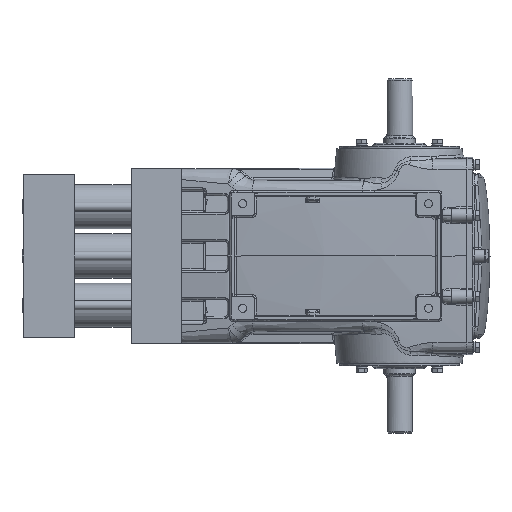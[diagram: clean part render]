
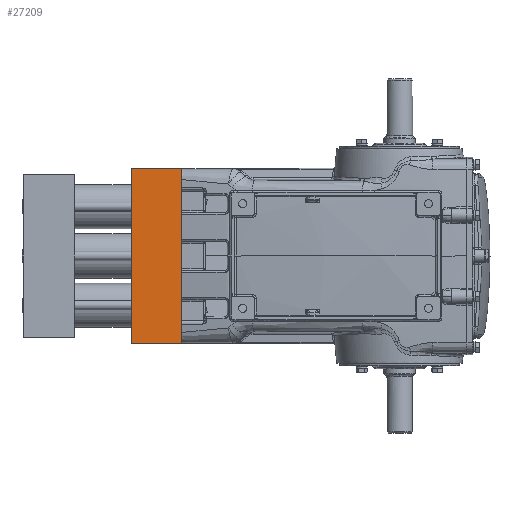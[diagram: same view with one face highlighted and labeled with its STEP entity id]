
A CAD part, front view. The second image highlights one B-rep face of the part: STEP entity #27209.
In plain terms, the highlighted planar face has unit normal (0, -1, 0).
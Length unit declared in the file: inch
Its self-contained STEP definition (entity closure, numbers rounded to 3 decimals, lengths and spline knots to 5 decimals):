
#1964 = FACE_OUTER_BOUND ( 'NONE', #20816, .T. ) ;
#2789 = DIRECTION ( 'NONE',  ( 0., 0., 1. ) ) ;
#4480 = CARTESIAN_POINT ( 'NONE',  ( -25.07931, -10.90202, 5.9375 ) ) ;
#4673 = ORIENTED_EDGE ( 'NONE', *, *, #6880, .T. ) ;
#6880 = EDGE_CURVE ( 'NONE', #50042, #61100, #41959, .T. ) ;
#6998 = PLANE ( 'NONE',  #12219 ) ;
#7860 = VECTOR ( 'NONE', #2789, 39.37008 ) ;
#9019 = EDGE_CURVE ( 'NONE', #61100, #41574, #42092, .T. ) ;
#12219 = AXIS2_PLACEMENT_3D ( 'NONE', #59806, #31329, #35755 ) ;
#20816 = EDGE_LOOP ( 'NONE', ( #37237, #32610, #60345, #4673 ) ) ;
#21537 = CARTESIAN_POINT ( 'NONE',  ( -21.64131, -10.90202, 5.9375 ) ) ;
#22036 = CARTESIAN_POINT ( 'NONE',  ( -21.64131, -10.90202, -5.9375 ) ) ;
#22449 = DIRECTION ( 'NONE',  ( 0., 0., 1. ) ) ;
#22915 = DIRECTION ( 'NONE',  ( -1., 0., 0. ) ) ;
#23141 = VECTOR ( 'NONE', #27245, 39.37008 ) ;
#26583 = LINE ( 'NONE', #50925, #49362 ) ;
#27209 = ADVANCED_FACE ( 'NONE', ( #1964 ), #6998, .F. ) ;
#27245 = DIRECTION ( 'NONE',  ( -1., 0., 0. ) ) ;
#27367 = CARTESIAN_POINT ( 'NONE',  ( -21.64131, -10.90202, -5.9375 ) ) ;
#31329 = DIRECTION ( 'NONE',  ( 0., 1., 0. ) ) ;
#32610 = ORIENTED_EDGE ( 'NONE', *, *, #59125, .F. ) ;
#35755 = DIRECTION ( 'NONE',  ( 1., 0., 0. ) ) ;
#36040 = EDGE_CURVE ( 'NONE', #50042, #56571, #41891, .T. ) ;
#37237 = ORIENTED_EDGE ( 'NONE', *, *, #9019, .T. ) ;
#40976 = VECTOR ( 'NONE', #22915, 39.37008 ) ;
#41574 = VERTEX_POINT ( 'NONE', #4480 ) ;
#41891 = LINE ( 'NONE', #27367, #40976 ) ;
#41959 = LINE ( 'NONE', #22036, #7860 ) ;
#42092 = LINE ( 'NONE', #21537, #23141 ) ;
#44261 = CARTESIAN_POINT ( 'NONE',  ( -21.64131, -10.90202, -5.9375 ) ) ;
#44411 = CARTESIAN_POINT ( 'NONE',  ( -25.07931, -10.90202, -5.9375 ) ) ;
#49362 = VECTOR ( 'NONE', #22449, 39.37008 ) ;
#50042 = VERTEX_POINT ( 'NONE', #44261 ) ;
#50925 = CARTESIAN_POINT ( 'NONE',  ( -25.07931, -10.90202, -5.9375 ) ) ;
#56571 = VERTEX_POINT ( 'NONE', #44411 ) ;
#57188 = CARTESIAN_POINT ( 'NONE',  ( -21.64131, -10.90202, 5.9375 ) ) ;
#59125 = EDGE_CURVE ( 'NONE', #56571, #41574, #26583, .T. ) ;
#59806 = CARTESIAN_POINT ( 'NONE',  ( -21.64131, -10.90202, -5.9375 ) ) ;
#60345 = ORIENTED_EDGE ( 'NONE', *, *, #36040, .F. ) ;
#61100 = VERTEX_POINT ( 'NONE', #57188 ) ;
